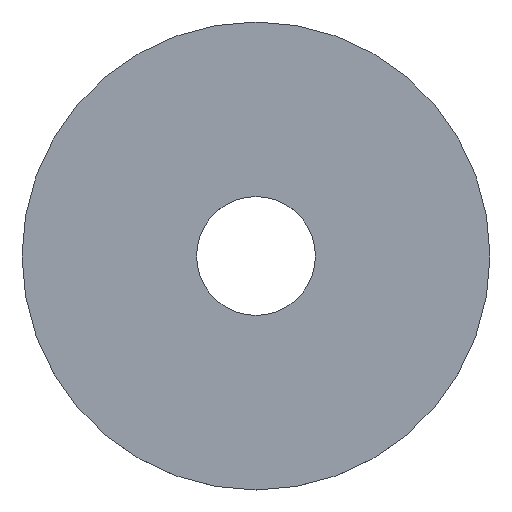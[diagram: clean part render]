
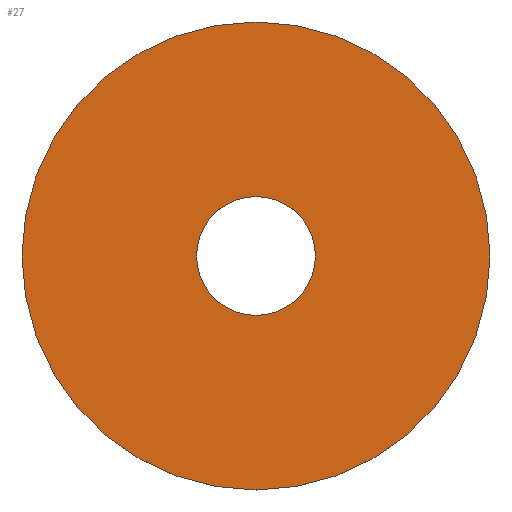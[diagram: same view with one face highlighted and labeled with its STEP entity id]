
A CAD part, top view. The second image highlights one B-rep face of the part: STEP entity #27.
In plain terms, the highlighted planar face has unit normal (0, 0, 1).
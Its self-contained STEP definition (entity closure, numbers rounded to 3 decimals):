
#3 = FACE_OUTER_BOUND ( 'NONE', #32, .T. ) ;
#16 = DIRECTION ( 'NONE',  ( 0., 0., 1. ) ) ;
#25 = CIRCLE ( 'NONE', #104, 8. ) ;
#27 = ADVANCED_FACE ( 'NONE', ( #125, #3 ), #158, .T. ) ;
#30 = CARTESIAN_POINT ( 'NONE',  ( 0., 8., 1.7 ) ) ;
#32 = EDGE_LOOP ( 'NONE', ( #72 ) ) ;
#72 = ORIENTED_EDGE ( 'NONE', *, *, #169, .F. ) ;
#74 = DIRECTION ( 'NONE',  ( 0., -1., 0. ) ) ;
#83 = VERTEX_POINT ( 'NONE', #30 ) ;
#95 = DIRECTION ( 'NONE',  ( 0., 1., 0. ) ) ;
#97 = DIRECTION ( 'NONE',  ( 0., 0., -1. ) ) ;
#100 = CIRCLE ( 'NONE', #156, 31.5 ) ;
#104 = AXIS2_PLACEMENT_3D ( 'NONE', #111, #97, #95 ) ;
#108 = CARTESIAN_POINT ( 'NONE',  ( 0., 0., 1.7 ) ) ;
#111 = CARTESIAN_POINT ( 'NONE',  ( 0., 0., 1.7 ) ) ;
#113 = DIRECTION ( 'NONE',  ( 0., 0., -1. ) ) ;
#121 = CARTESIAN_POINT ( 'NONE',  ( 0., 8., 1.7 ) ) ;
#123 = DIRECTION ( 'NONE',  ( 0., 1., 0. ) ) ;
#125 = FACE_BOUND ( 'NONE', #132, .T. ) ;
#132 = EDGE_LOOP ( 'NONE', ( #148 ) ) ;
#136 = VERTEX_POINT ( 'NONE', #149 ) ;
#140 = EDGE_CURVE ( 'NONE', #83, #83, #25, .T. ) ;
#144 = AXIS2_PLACEMENT_3D ( 'NONE', #121, #16, #74 ) ;
#148 = ORIENTED_EDGE ( 'NONE', *, *, #140, .T. ) ;
#149 = CARTESIAN_POINT ( 'NONE',  ( 0., 31.5, 1.7 ) ) ;
#156 = AXIS2_PLACEMENT_3D ( 'NONE', #108, #113, #123 ) ;
#158 = PLANE ( 'NONE',  #144 ) ;
#169 = EDGE_CURVE ( 'NONE', #136, #136, #100, .T. ) ;
